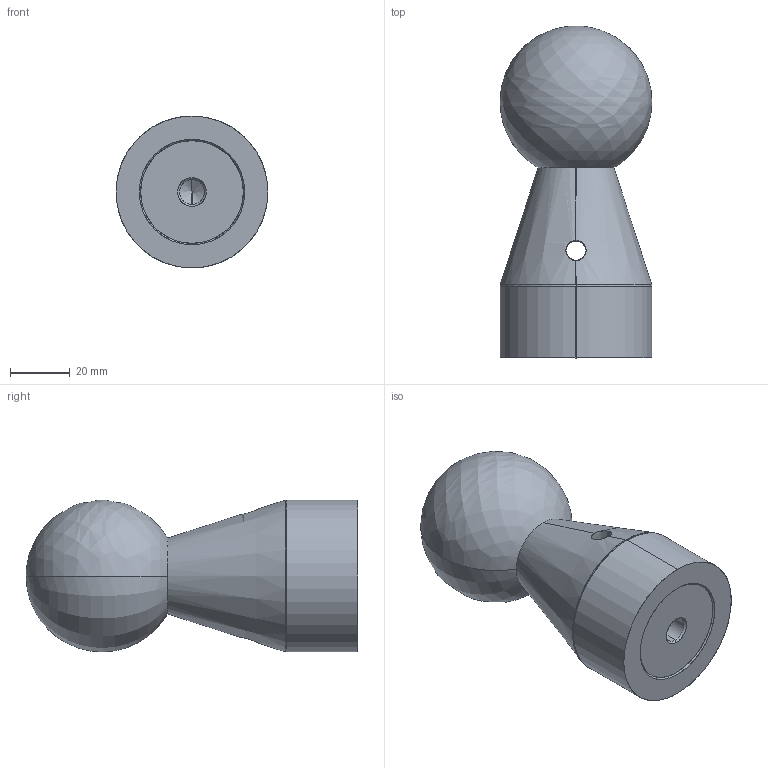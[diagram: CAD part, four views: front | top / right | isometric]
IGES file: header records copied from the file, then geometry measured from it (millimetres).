
Start section: SolidWorks IGES file using analytic representation for surfaces
Global section: file name: BO-PM-B0-200 The Big One Calibration Sphere Rev02.IGS; native system: SolidWorks 2010; preprocessor: SolidWorks 2010; author: Robert Villegas; date: 120909.201830; units: inch
Bounding box: 50.8 x 111 x 50.8 mm (x, y, z)
Surface area: 19932.5 mm2 (no closed solid volume)
Topology: 0 solids, 0 shells, 22 faces, 424 edges, 421 vertices
Faces by surface type: revolution 18, bspline 4
